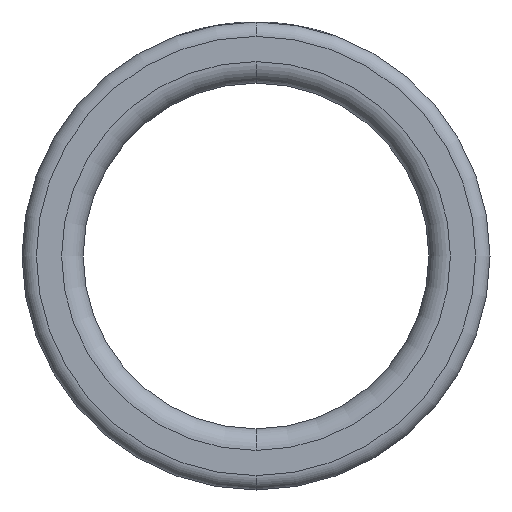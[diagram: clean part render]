
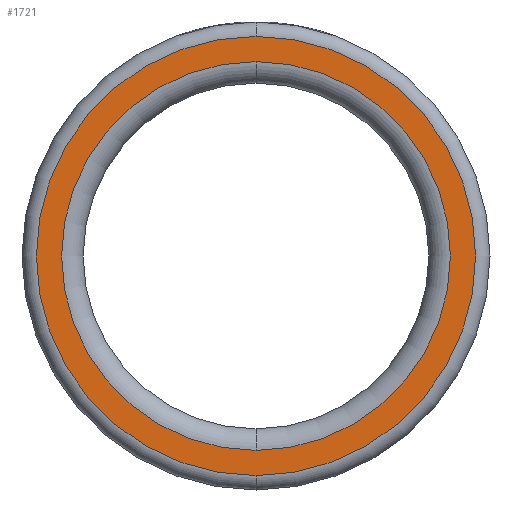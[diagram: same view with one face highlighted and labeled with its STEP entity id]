
A CAD part, front view. The second image highlights one B-rep face of the part: STEP entity #1721.
In plain terms, the highlighted planar face has unit normal (0, -1, 0).
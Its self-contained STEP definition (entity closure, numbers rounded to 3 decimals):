
#47 = EDGE_LOOP ( 'NONE', ( #493, #1912 ) ) ;
#80 = CIRCLE ( 'NONE', #1429, 30.5 ) ;
#258 = CIRCLE ( 'NONE', #1683, 27. ) ;
#325 = CIRCLE ( 'NONE', #2462, 27. ) ;
#410 = EDGE_LOOP ( 'NONE', ( #1737, #1130 ) ) ;
#454 = DIRECTION ( 'NONE',  ( 0., 0., -1. ) ) ;
#472 = EDGE_CURVE ( 'NONE', #1238, #2156, #325, .T. ) ;
#493 = ORIENTED_EDGE ( 'NONE', *, *, #1449, .T. ) ;
#600 = DIRECTION ( 'NONE',  ( 0., -1., 0. ) ) ;
#683 = CARTESIAN_POINT ( 'NONE',  ( 0., -95., -30.5 ) ) ;
#687 = CARTESIAN_POINT ( 'NONE',  ( 0., -95., 0. ) ) ;
#822 = CARTESIAN_POINT ( 'NONE',  ( 0., -95., 0. ) ) ;
#842 = VERTEX_POINT ( 'NONE', #683 ) ;
#1019 = DIRECTION ( 'NONE',  ( 0., 0., -1. ) ) ;
#1048 = CARTESIAN_POINT ( 'NONE',  ( 0., -95., -27. ) ) ;
#1059 = EDGE_CURVE ( 'NONE', #1760, #842, #1696, .T. ) ;
#1114 = DIRECTION ( 'NONE',  ( 0., -1., 0. ) ) ;
#1130 = ORIENTED_EDGE ( 'NONE', *, *, #2039, .F. ) ;
#1238 = VERTEX_POINT ( 'NONE', #1048 ) ;
#1429 = AXIS2_PLACEMENT_3D ( 'NONE', #687, #2016, #2258 ) ;
#1449 = EDGE_CURVE ( 'NONE', #842, #1760, #80, .T. ) ;
#1476 = DIRECTION ( 'NONE',  ( 0., 0., -1. ) ) ;
#1480 = CARTESIAN_POINT ( 'NONE',  ( 27., -95., 0. ) ) ;
#1499 = CARTESIAN_POINT ( 'NONE',  ( 0., -95., 30.5 ) ) ;
#1652 = DIRECTION ( 'NONE',  ( 0., 0., -1. ) ) ;
#1683 = AXIS2_PLACEMENT_3D ( 'NONE', #822, #2446, #1652 ) ;
#1693 = PLANE ( 'NONE',  #2306 ) ;
#1696 = CIRCLE ( 'NONE', #2519, 30.5 ) ;
#1721 = ADVANCED_FACE ( 'NONE', ( #2528, #2019 ), #1693, .T. ) ;
#1737 = ORIENTED_EDGE ( 'NONE', *, *, #472, .F. ) ;
#1760 = VERTEX_POINT ( 'NONE', #1499 ) ;
#1774 = CARTESIAN_POINT ( 'NONE',  ( 0., -95., 0. ) ) ;
#1912 = ORIENTED_EDGE ( 'NONE', *, *, #1059, .T. ) ;
#2016 = DIRECTION ( 'NONE',  ( 0., -1., 0. ) ) ;
#2019 = FACE_BOUND ( 'NONE', #410, .T. ) ;
#2039 = EDGE_CURVE ( 'NONE', #2156, #1238, #258, .T. ) ;
#2156 = VERTEX_POINT ( 'NONE', #2226 ) ;
#2209 = CARTESIAN_POINT ( 'NONE',  ( 0., -95., 0. ) ) ;
#2226 = CARTESIAN_POINT ( 'NONE',  ( 0., -95., 27. ) ) ;
#2258 = DIRECTION ( 'NONE',  ( 0., 0., -1. ) ) ;
#2306 = AXIS2_PLACEMENT_3D ( 'NONE', #1480, #1114, #1476 ) ;
#2395 = DIRECTION ( 'NONE',  ( 0., -1., 0. ) ) ;
#2446 = DIRECTION ( 'NONE',  ( 0., -1., 0. ) ) ;
#2462 = AXIS2_PLACEMENT_3D ( 'NONE', #1774, #600, #1019 ) ;
#2519 = AXIS2_PLACEMENT_3D ( 'NONE', #2209, #2395, #454 ) ;
#2528 = FACE_OUTER_BOUND ( 'NONE', #47, .T. ) ;
